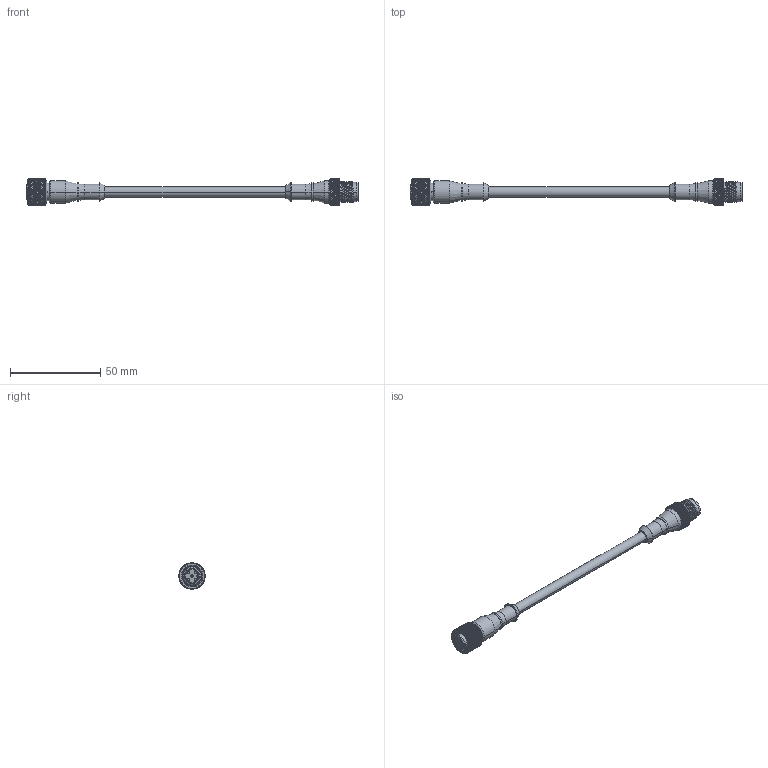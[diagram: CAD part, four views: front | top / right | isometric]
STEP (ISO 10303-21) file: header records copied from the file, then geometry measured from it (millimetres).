
FILE_DESCRIPTION((''),'2;1');
FILE_NAME('215022_ASM','2019-11-05T07:48:17',('pdmadmin'),('BANNER ENGINEERING'),'CREO PARAMETRIC BY PTC INC, 2018300','CREO PARAMETRIC BY PTC INC, 2018300','');
FILE_SCHEMA(('CONFIG_CONTROL_DESIGN'));
Products named in the file (18): 133273; 122361; 133396; 133394; 141342; 133399_ASM; 153396_ASM; 144561; 134203; 134568; 145997_HSG; 306-00249; 307-00176; 145997_ASM; 134569; 153391_ASM; 17140_ASM; 215022_ASM
Assembly tree (23 placements, depth 5):
  215022_ASM
    17140_ASM
      153396_ASM
        133273
        122361
        133399_ASM
          133396
          133394  x4
          141342
      144561
      153391_ASM
        134203
        134568
        145997_ASM
          145997_HSG
          306-00249  x4
          307-00176
        134569
Bounding box: 183.5 x 14.5 x 14.5 mm (x, y, z)
Volume: 9194.1 mm3; surface area: 10938.3 mm2
Topology: 18 solids, 18 shells, 6033 faces, 13135 edges, 7172 vertices
Faces by surface type: bspline 3859, cylinder 1398, plane 667, cone 60, torus 37, sphere 10, revolution 2
Entity records: 301036 total; most frequent: CARTESIAN_POINT 207572, ORIENTED_EDGE 25264, EDGE_CURVE 12632, B_SPLINE_CURVE_WITH_KNOTS 10043, DIRECTION 7641, VERTEX_POINT 6884, EDGE_LOOP 5896, FACE_OUTER_BOUND 5820
